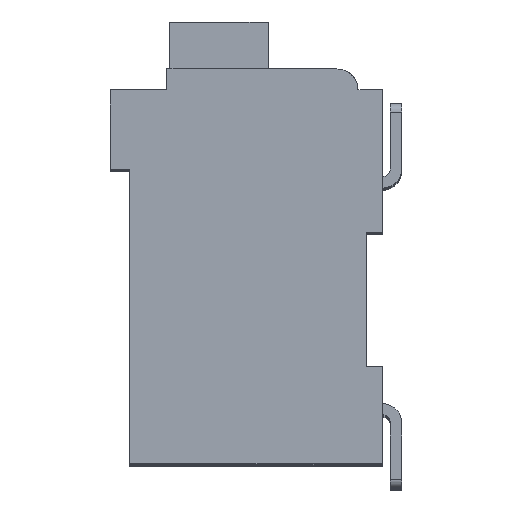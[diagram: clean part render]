
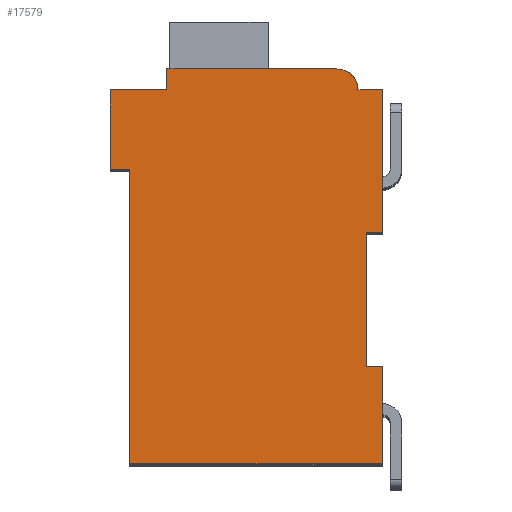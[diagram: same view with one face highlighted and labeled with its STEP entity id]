
A CAD part, top view. The second image highlights one B-rep face of the part: STEP entity #17579.
In plain terms, the highlighted planar face has unit normal (0, 0, 1).
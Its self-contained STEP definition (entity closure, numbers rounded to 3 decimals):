
#3200=DIRECTION('',(1.,0.,0.));
#3201=VECTOR('',#3200,0.5);
#3202=CARTESIAN_POINT('',(7.3,7.15,2.1));
#3203=LINE('',#3202,#3201);
#3204=DIRECTION('',(0.,1.,0.));
#3205=VECTOR('',#3204,4.15);
#3206=CARTESIAN_POINT('',(7.3,3.,2.1));
#3207=LINE('',#3206,#3205);
#3208=DIRECTION('',(-1.,0.,0.));
#3209=VECTOR('',#3208,0.5);
#3210=CARTESIAN_POINT('',(7.8,3.,2.1));
#3211=LINE('',#3210,#3209);
#3212=DIRECTION('',(0.,1.,0.));
#3213=VECTOR('',#3212,3.);
#3214=CARTESIAN_POINT('',(7.8,0.,2.1));
#3215=LINE('',#3214,#3213);
#3216=DIRECTION('',(1.,0.,0.));
#3217=VECTOR('',#3216,7.8);
#3218=CARTESIAN_POINT('',(0.,0.,2.1));
#3219=LINE('',#3218,#3217);
#3220=DIRECTION('',(0.,-1.,0.));
#3221=VECTOR('',#3220,9.1);
#3222=CARTESIAN_POINT('',(0.,9.1,2.1));
#3223=LINE('',#3222,#3221);
#3224=DIRECTION('',(1.,0.,0.));
#3225=VECTOR('',#3224,0.6);
#3226=CARTESIAN_POINT('',(-0.6,9.1,2.1));
#3227=LINE('',#3226,#3225);
#3228=DIRECTION('',(0.,-1.,0.));
#3229=VECTOR('',#3228,2.45);
#3230=CARTESIAN_POINT('',(-0.6,11.55,2.1));
#3231=LINE('',#3230,#3229);
#3232=DIRECTION('',(-1.,0.,0.));
#3233=VECTOR('',#3232,1.75);
#3234=CARTESIAN_POINT('',(1.15,11.55,2.1));
#3235=LINE('',#3234,#3233);
#3236=DIRECTION('',(0.,-1.,0.));
#3237=VECTOR('',#3236,0.65);
#3238=CARTESIAN_POINT('',(1.15,12.2,2.1));
#3239=LINE('',#3238,#3237);
#3240=DIRECTION('',(-1.,0.,0.));
#3241=VECTOR('',#3240,5.25);
#3242=CARTESIAN_POINT('',(6.4,12.2,2.1));
#3243=LINE('',#3242,#3241);
#3244=CARTESIAN_POINT('',(6.4,11.55,2.1));
#3245=DIRECTION('',(0.,0.,1.));
#3246=DIRECTION('',(1.,0.,0.));
#3247=AXIS2_PLACEMENT_3D('',#3244,#3245,#3246);
#3249=DIRECTION('',(-1.,0.,0.));
#3250=VECTOR('',#3249,0.75);
#3251=CARTESIAN_POINT('',(7.8,11.55,2.1));
#3252=LINE('',#3251,#3250);
#3253=DIRECTION('',(0.,1.,0.));
#3254=VECTOR('',#3253,4.4);
#3255=CARTESIAN_POINT('',(7.8,7.15,2.1));
#3256=LINE('',#3255,#3254);
#11347=CARTESIAN_POINT('',(7.3,7.15,2.1));
#11348=CARTESIAN_POINT('',(7.8,7.15,2.1));
#11349=VERTEX_POINT('',#11347);
#11350=VERTEX_POINT('',#11348);
#11351=CARTESIAN_POINT('',(7.8,11.55,2.1));
#11352=VERTEX_POINT('',#11351);
#11353=CARTESIAN_POINT('',(7.05,11.55,2.1));
#11354=VERTEX_POINT('',#11353);
#11355=CARTESIAN_POINT('',(6.4,12.2,2.1));
#11356=VERTEX_POINT('',#11355);
#11357=CARTESIAN_POINT('',(1.15,12.2,2.1));
#11358=VERTEX_POINT('',#11357);
#11359=CARTESIAN_POINT('',(1.15,11.55,2.1));
#11360=VERTEX_POINT('',#11359);
#11361=CARTESIAN_POINT('',(-0.6,11.55,2.1));
#11362=VERTEX_POINT('',#11361);
#11363=CARTESIAN_POINT('',(-0.6,9.1,2.1));
#11364=VERTEX_POINT('',#11363);
#11365=CARTESIAN_POINT('',(0.,9.1,2.1));
#11366=VERTEX_POINT('',#11365);
#11367=CARTESIAN_POINT('',(0.,0.,2.1));
#11368=VERTEX_POINT('',#11367);
#11369=CARTESIAN_POINT('',(7.8,0.,2.1));
#11370=VERTEX_POINT('',#11369);
#11371=CARTESIAN_POINT('',(7.8,3.,2.1));
#11372=VERTEX_POINT('',#11371);
#11373=CARTESIAN_POINT('',(7.3,3.,2.1));
#11374=VERTEX_POINT('',#11373);
#17555=CARTESIAN_POINT('',(0.,0.,2.1));
#17556=DIRECTION('',(0.,0.,1.));
#17557=DIRECTION('',(1.,0.,0.));
#17558=AXIS2_PLACEMENT_3D('',#17555,#17556,#17557);
#17559=PLANE('',#17558);
#17560=ORIENTED_EDGE('',*,*,#14876,.F.);
#17561=ORIENTED_EDGE('',*,*,#15455,.F.);
#17563=ORIENTED_EDGE('',*,*,#17562,.F.);
#17565=ORIENTED_EDGE('',*,*,#17564,.F.);
#17567=ORIENTED_EDGE('',*,*,#17566,.F.);
#17568=ORIENTED_EDGE('',*,*,#15902,.F.);
#17569=ORIENTED_EDGE('',*,*,#16022,.F.);
#17570=ORIENTED_EDGE('',*,*,#16236,.F.);
#17571=ORIENTED_EDGE('',*,*,#16455,.F.);
#17572=ORIENTED_EDGE('',*,*,#16524,.F.);
#17573=ORIENTED_EDGE('',*,*,#16862,.F.);
#17574=ORIENTED_EDGE('',*,*,#17357,.F.);
#17575=ORIENTED_EDGE('',*,*,#17237,.F.);
#17576=ORIENTED_EDGE('',*,*,#15191,.F.);
#17577=EDGE_LOOP('',(#17560,#17561,#17563,#17565,#17567,#17568,#17569,#17570,
#17571,#17572,#17573,#17574,#17575,#17576));
#17578=FACE_OUTER_BOUND('',#17577,.F.);
#3248=CIRCLE('',#3247,0.65);
#14876=EDGE_CURVE('',#11349,#11350,#3203,.T.);
#15191=EDGE_CURVE('',#11350,#11352,#3256,.T.);
#15455=EDGE_CURVE('',#11374,#11349,#3207,.T.);
#15902=EDGE_CURVE('',#11366,#11368,#3223,.T.);
#16022=EDGE_CURVE('',#11364,#11366,#3227,.T.);
#16236=EDGE_CURVE('',#11362,#11364,#3231,.T.);
#16455=EDGE_CURVE('',#11360,#11362,#3235,.T.);
#16524=EDGE_CURVE('',#11358,#11360,#3239,.T.);
#16862=EDGE_CURVE('',#11356,#11358,#3243,.T.);
#17237=EDGE_CURVE('',#11352,#11354,#3252,.T.);
#17357=EDGE_CURVE('',#11354,#11356,#3248,.T.);
#17562=EDGE_CURVE('',#11372,#11374,#3211,.T.);
#17564=EDGE_CURVE('',#11370,#11372,#3215,.T.);
#17566=EDGE_CURVE('',#11368,#11370,#3219,.T.);
#17579=ADVANCED_FACE('',(#17578),#17559,.T.);
